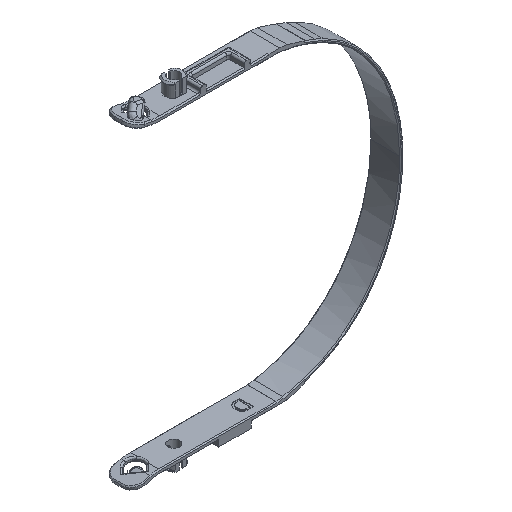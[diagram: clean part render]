
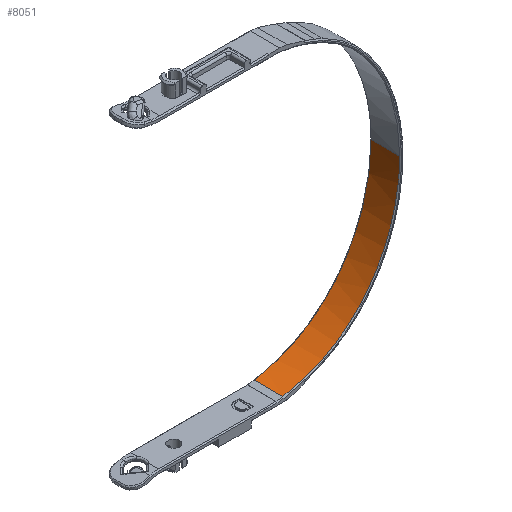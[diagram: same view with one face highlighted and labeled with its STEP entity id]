
A CAD part, isometric view. The second image highlights one B-rep face of the part: STEP entity #8051.
In plain terms, the highlighted free-form (B-spline) face has degree [3, 1] with [9, 2] control points.
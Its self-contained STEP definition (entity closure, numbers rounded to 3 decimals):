
#85=B_SPLINE_SURFACE_WITH_KNOTS('',3,1,((#14231,#14232),(#14233,#14234),
(#14235,#14236),(#14237,#14238),(#14239,#14240),(#14241,#14242),(#14243,
#14244),(#14245,#14246),(#14247,#14248)),.SURF_OF_LINEAR_EXTRUSION.,.F.,
 .F.,.F.,(4,1,1,1,1,1,4),(2,2),(0.5,0.606,0.658,
0.711,0.764,0.817,0.923),
(0.,1.),.UNSPECIFIED.);
#325=B_SPLINE_CURVE_WITH_KNOTS('',3,(#14249,#14250,#14251,#14252,#14253,
#14254,#14255,#14256,#14257),.UNSPECIFIED.,.F.,.F.,(4,1,1,1,1,1,4),(0.,
0.25,0.375,0.5,0.625,0.75,1.),.UNSPECIFIED.);
#326=B_SPLINE_CURVE_WITH_KNOTS('',3,(#14259,#14260,#14261,#14262,#14263,
#14264,#14265,#14266,#14267),.UNSPECIFIED.,.F.,.F.,(4,1,1,1,1,1,4),(0.,
0.25,0.375,0.5,0.625,0.75,1.),.UNSPECIFIED.);
#327=B_SPLINE_CURVE_WITH_KNOTS('',3,(#14269,#14270,#14271,#14272),
 .UNSPECIFIED.,.F.,.F.,(4,4),(0.,1.),.UNSPECIFIED.);
#1838=ORIENTED_EDGE('',*,*,#3044,.T.);
#1839=ORIENTED_EDGE('',*,*,#3043,.T.);
#1840=ORIENTED_EDGE('',*,*,#3045,.T.);
#1841=ORIENTED_EDGE('',*,*,#3046,.F.);
#3043=EDGE_CURVE('',#3669,#3670,#4140,.T.);
#3044=EDGE_CURVE('',#3671,#3669,#325,.T.);
#3045=EDGE_CURVE('',#3670,#3672,#326,.T.);
#3046=EDGE_CURVE('',#3671,#3672,#327,.T.);
#3669=VERTEX_POINT('',#14219);
#3670=VERTEX_POINT('',#14229);
#3671=VERTEX_POINT('',#14258);
#3672=VERTEX_POINT('',#14268);
#4140=LINE('',#14230,#4623);
#4623=VECTOR('',#9676,1000.);
#4963=EDGE_LOOP('',(#1838,#1839,#1840,#1841));
#5297=FACE_BOUND('',#4963,.T.);
#8051=ADVANCED_FACE('',(#5297),#85,.F.);
#9676=DIRECTION('',(0.,1.,0.));
#14219=CARTESIAN_POINT('',(80.,0.5,0.));
#14229=CARTESIAN_POINT('',(80.,15.5,0.));
#14230=CARTESIAN_POINT('',(80.,8.,0.));
#14231=CARTESIAN_POINT('',(80.,0.5,0.));
#14232=CARTESIAN_POINT('',(80.,15.5,0.));
#14233=CARTESIAN_POINT('',(80.,0.5,-10.084));
#14234=CARTESIAN_POINT('',(80.,15.5,-10.084));
#14235=CARTESIAN_POINT('',(77.501,0.5,-25.195));
#14236=CARTESIAN_POINT('',(77.501,15.5,-25.195));
#14237=CARTESIAN_POINT('',(69.801,0.5,-42.805));
#14238=CARTESIAN_POINT('',(69.801,15.5,-42.805));
#14239=CARTESIAN_POINT('',(62.16,0.5,-54.249));
#14240=CARTESIAN_POINT('',(62.16,15.5,-54.249));
#14241=CARTESIAN_POINT('',(52.971,0.5,-63.574));
#14242=CARTESIAN_POINT('',(52.971,15.5,-63.574));
#14243=CARTESIAN_POINT('',(39.069,0.5,-72.999));
#14244=CARTESIAN_POINT('',(39.069,15.5,-72.999));
#14245=CARTESIAN_POINT('',(27.202,0.5,-76.843));
#14246=CARTESIAN_POINT('',(27.202,15.5,-76.843));
#14247=CARTESIAN_POINT('',(18.888,0.5,-78.335));
#14248=CARTESIAN_POINT('',(18.888,15.5,-78.335));
#14249=CARTESIAN_POINT('',(18.888,0.5,-78.335));
#14250=CARTESIAN_POINT('',(27.202,0.5,-76.843));
#14251=CARTESIAN_POINT('',(39.069,0.5,-72.999));
#14252=CARTESIAN_POINT('',(52.971,0.5,-63.574));
#14253=CARTESIAN_POINT('',(62.16,0.5,-54.249));
#14254=CARTESIAN_POINT('',(69.801,0.5,-42.805));
#14255=CARTESIAN_POINT('',(77.501,0.5,-25.195));
#14256=CARTESIAN_POINT('',(80.,0.5,-10.084));
#14257=CARTESIAN_POINT('',(80.,0.5,0.));
#14258=CARTESIAN_POINT('',(18.888,0.5,-78.335));
#14259=CARTESIAN_POINT('',(80.,15.5,0.));
#14260=CARTESIAN_POINT('',(80.,15.5,-10.084));
#14261=CARTESIAN_POINT('',(77.501,15.5,-25.195));
#14262=CARTESIAN_POINT('',(69.801,15.5,-42.805));
#14263=CARTESIAN_POINT('',(62.16,15.5,-54.249));
#14264=CARTESIAN_POINT('',(52.971,15.5,-63.574));
#14265=CARTESIAN_POINT('',(39.069,15.5,-72.999));
#14266=CARTESIAN_POINT('',(27.202,15.5,-76.843));
#14267=CARTESIAN_POINT('',(18.888,15.5,-78.335));
#14268=CARTESIAN_POINT('',(18.888,15.5,-78.335));
#14269=CARTESIAN_POINT('',(18.888,0.5,-78.335));
#14270=CARTESIAN_POINT('',(18.888,5.5,-78.335));
#14271=CARTESIAN_POINT('',(18.888,10.5,-78.335));
#14272=CARTESIAN_POINT('',(18.888,15.5,-78.335));
